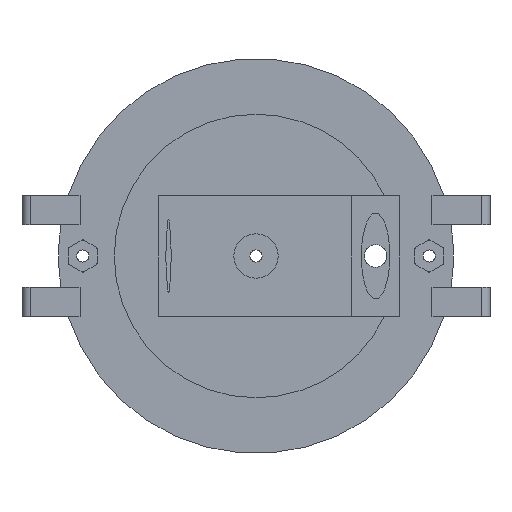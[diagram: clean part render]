
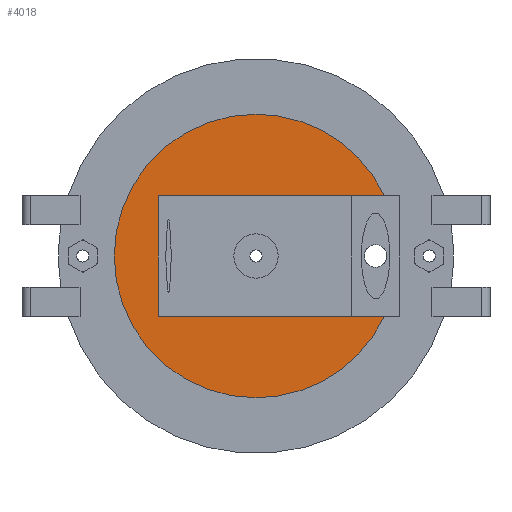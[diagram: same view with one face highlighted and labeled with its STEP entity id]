
A CAD part, front view. The second image highlights one B-rep face of the part: STEP entity #4018.
In plain terms, the highlighted planar face has unit normal (0, -1, 0).
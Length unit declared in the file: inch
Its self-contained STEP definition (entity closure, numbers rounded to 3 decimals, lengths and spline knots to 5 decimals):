
#178 = CARTESIAN_POINT ( 'NONE',  ( 0., -0.2, 0. ) ) ;
#295 = EDGE_CURVE ( 'NONE', #771, #3460, #3807, .T. ) ;
#573 = CARTESIAN_POINT ( 'NONE',  ( 0., -0.2, 1.76 ) ) ;
#717 = DIRECTION ( 'NONE',  ( 1., 0., 0. ) ) ;
#771 = VERTEX_POINT ( 'NONE', #2566 ) ;
#814 = ORIENTED_EDGE ( 'NONE', *, *, #295, .F. ) ;
#856 = EDGE_CURVE ( 'NONE', #3460, #3373, #5997, .T. ) ;
#1190 = VECTOR ( 'NONE', #1446, 39.37008 ) ;
#1372 = EDGE_CURVE ( 'NONE', #3373, #2287, #5105, .T. ) ;
#1386 = CARTESIAN_POINT ( 'NONE',  ( -1.21577, -0.2, -0.75 ) ) ;
#1446 = DIRECTION ( 'NONE',  ( 1., 0., 0. ) ) ;
#1938 = DIRECTION ( 'NONE',  ( 0., 1., 0. ) ) ;
#2014 = CARTESIAN_POINT ( 'NONE',  ( -1.21577, -0.2, -0.75 ) ) ;
#2101 = DIRECTION ( 'NONE',  ( 1., 0., 0. ) ) ;
#2234 = DIRECTION ( 'NONE',  ( 0., 1., 0. ) ) ;
#2287 = VERTEX_POINT ( 'NONE', #4023 ) ;
#2440 = AXIS2_PLACEMENT_3D ( 'NONE', #6313, #1938, #4962 ) ;
#2509 = LINE ( 'NONE', #2014, #1190 ) ;
#2566 = CARTESIAN_POINT ( 'NONE',  ( 1.5922, -0.2, -0.75 ) ) ;
#2671 = LINE ( 'NONE', #4750, #6351 ) ;
#2691 = DIRECTION ( 'NONE',  ( 0., 1., 0. ) ) ;
#2873 = VECTOR ( 'NONE', #5741, 39.37008 ) ;
#3159 = AXIS2_PLACEMENT_3D ( 'NONE', #3715, #2234, #717 ) ;
#3257 = DIRECTION ( 'NONE',  ( -1., 0., 0. ) ) ;
#3373 = VERTEX_POINT ( 'NONE', #573 ) ;
#3460 = VERTEX_POINT ( 'NONE', #4130 ) ;
#3519 = CARTESIAN_POINT ( 'NONE',  ( 0., -0.2, 0. ) ) ;
#3715 = CARTESIAN_POINT ( 'NONE',  ( 0., -0.2, 0. ) ) ;
#3807 = CIRCLE ( 'NONE', #2440, 1.76 ) ;
#3820 = CARTESIAN_POINT ( 'NONE',  ( -1.21577, -0.2, 0.75 ) ) ;
#4018 = ADVANCED_FACE ( 'NONE', ( #5107 ), #4621, .T. ) ;
#4023 = CARTESIAN_POINT ( 'NONE',  ( 1.5922, -0.2, 0.75 ) ) ;
#4130 = CARTESIAN_POINT ( 'NONE',  ( 0., -0.2, -1.76 ) ) ;
#4621 = PLANE ( 'NONE',  #4754 ) ;
#4636 = DIRECTION ( 'NONE',  ( 1., 0., 0. ) ) ;
#4750 = CARTESIAN_POINT ( 'NONE',  ( -1.21577, -0.2, 0.75 ) ) ;
#4754 = AXIS2_PLACEMENT_3D ( 'NONE', #3519, #5532, #2101 ) ;
#4798 = AXIS2_PLACEMENT_3D ( 'NONE', #178, #2691, #4636 ) ;
#4962 = DIRECTION ( 'NONE',  ( 1., 0., 0. ) ) ;
#5105 = CIRCLE ( 'NONE', #4798, 1.76 ) ;
#5107 = FACE_OUTER_BOUND ( 'NONE', #5337, .T. ) ;
#5110 = EDGE_CURVE ( 'NONE', #5844, #771, #2509, .T. ) ;
#5219 = LINE ( 'NONE', #3820, #2873 ) ;
#5337 = EDGE_LOOP ( 'NONE', ( #6272, #5942, #5776, #814, #6277, #6519 ) ) ;
#5532 = DIRECTION ( 'NONE',  ( 0., -1., 0. ) ) ;
#5684 = VERTEX_POINT ( 'NONE', #5807 ) ;
#5741 = DIRECTION ( 'NONE',  ( 0., 0., -1. ) ) ;
#5776 = ORIENTED_EDGE ( 'NONE', *, *, #856, .F. ) ;
#5807 = CARTESIAN_POINT ( 'NONE',  ( -1.21577, -0.2, 0.75 ) ) ;
#5844 = VERTEX_POINT ( 'NONE', #1386 ) ;
#5942 = ORIENTED_EDGE ( 'NONE', *, *, #1372, .F. ) ;
#5994 = EDGE_CURVE ( 'NONE', #5684, #5844, #5219, .T. ) ;
#5997 = CIRCLE ( 'NONE', #3159, 1.76 ) ;
#6254 = EDGE_CURVE ( 'NONE', #2287, #5684, #2671, .T. ) ;
#6272 = ORIENTED_EDGE ( 'NONE', *, *, #6254, .F. ) ;
#6277 = ORIENTED_EDGE ( 'NONE', *, *, #5110, .F. ) ;
#6313 = CARTESIAN_POINT ( 'NONE',  ( 0., -0.2, 0. ) ) ;
#6351 = VECTOR ( 'NONE', #3257, 39.37008 ) ;
#6519 = ORIENTED_EDGE ( 'NONE', *, *, #5994, .F. ) ;
